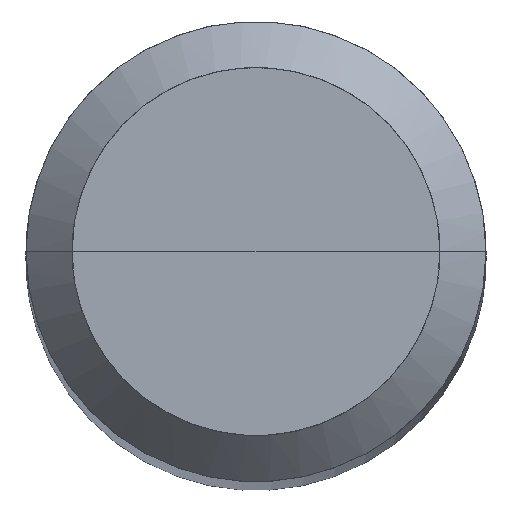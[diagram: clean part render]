
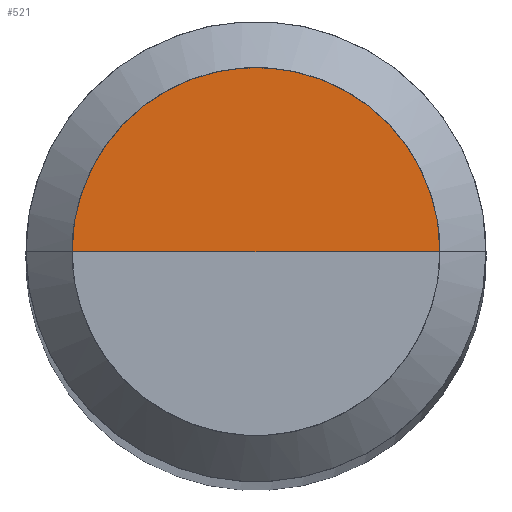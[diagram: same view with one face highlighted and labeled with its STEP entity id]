
A CAD part, top view. The second image highlights one B-rep face of the part: STEP entity #521.
In plain terms, the highlighted free-form (B-spline) face has degree [1, 2] with [2, 5] control points.
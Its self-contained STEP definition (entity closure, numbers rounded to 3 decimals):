
#233=CARTESIAN_POINT('',(1.2,0.0,33.0));
#234=CARTESIAN_POINT('',(1.2,1.2,33.0));
#235=CARTESIAN_POINT('',(0.0,1.2,33.0));
#236=CARTESIAN_POINT('',(-1.2,1.2,33.0));
#237=CARTESIAN_POINT('',(-1.2,0.0,33.0));
#238=CARTESIAN_POINT('',(0.0,0.0,33.0));
#506=(
BOUNDED_SURFACE()
B_SPLINE_SURFACE(1,2,(
(#233,#234,#235,#236,#237),
(#238,#238,#238,#238,#238)
), .UNSPECIFIED.,.F.,.F.,.F.)
B_SPLINE_SURFACE_WITH_KNOTS((2,2),(3,2,3),(
0.0,1.0),(
0.0,0.5,1.0), .UNSPECIFIED.)
GEOMETRIC_REPRESENTATION_ITEM()
RATIONAL_B_SPLINE_SURFACE(((1.0,0.707,1.0,0.707,1.0),
(1.0,0.707,1.0,0.707,1.0)
))
REPRESENTATION_ITEM('')
SURFACE()
);
#507=(
BOUNDED_CURVE()
B_SPLINE_CURVE(2,(#237,#236,#235,#234,#233),.UNSPECIFIED.,.F.,.F.)
B_SPLINE_CURVE_WITH_KNOTS((3,2,3),
(0.0,0.5,1.0),.UNSPECIFIED.)
CURVE()
GEOMETRIC_REPRESENTATION_ITEM()
RATIONAL_B_SPLINE_CURVE((1.0,0.707,1.0,0.707,1.0))
REPRESENTATION_ITEM('')
);
#508=(
BOUNDED_CURVE()
B_SPLINE_CURVE(1,(#233,#238),.UNSPECIFIED.,.F.,.F.)
B_SPLINE_CURVE_WITH_KNOTS((2,2),
(0.0,1.0),.UNSPECIFIED.)
CURVE()
GEOMETRIC_REPRESENTATION_ITEM()
RATIONAL_B_SPLINE_CURVE((1.0,1.0))
REPRESENTATION_ITEM('')
);
#509=(
BOUNDED_CURVE()
B_SPLINE_CURVE(1,(#238,#237),.UNSPECIFIED.,.F.,.F.)
B_SPLINE_CURVE_WITH_KNOTS((2,2),
(0.0,1.0),.UNSPECIFIED.)
CURVE()
GEOMETRIC_REPRESENTATION_ITEM()
RATIONAL_B_SPLINE_CURVE((1.0,1.0))
REPRESENTATION_ITEM('')
);
#510=VERTEX_POINT('',#233);
#511=VERTEX_POINT('',#237);
#512=VERTEX_POINT('',#238);
#513=EDGE_CURVE('',#511,#510,#507,.T.);
#514=EDGE_CURVE('',#510,#512,#508,.T.);
#515=EDGE_CURVE('',#512,#511,#509,.T.);
#516=ORIENTED_EDGE('',*,*,#513,.T.);
#517=ORIENTED_EDGE('',*,*,#514,.T.);
#518=ORIENTED_EDGE('',*,*,#515,.T.);
#519=EDGE_LOOP('',(#516,#517,#518));
#520=FACE_OUTER_BOUND('',#519,.T.);
#521=ADVANCED_FACE('',(#520),#506,.T.);
